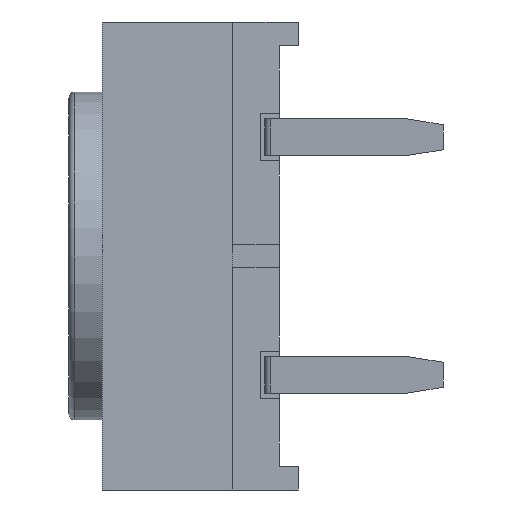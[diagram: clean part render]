
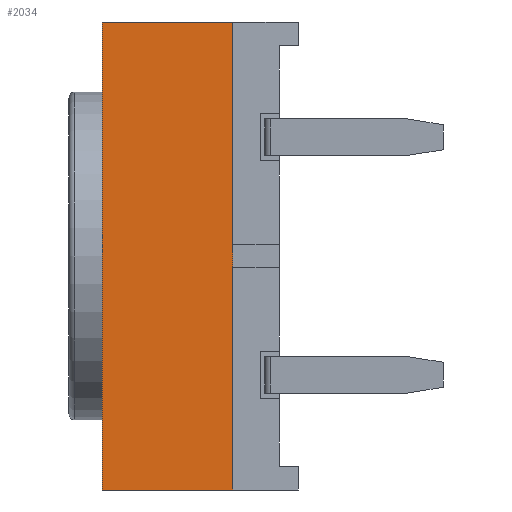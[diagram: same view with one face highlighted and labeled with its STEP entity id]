
A CAD part, left-side view. The second image highlights one B-rep face of the part: STEP entity #2034.
In plain terms, the highlighted planar face has unit normal (-1, 0, 0).
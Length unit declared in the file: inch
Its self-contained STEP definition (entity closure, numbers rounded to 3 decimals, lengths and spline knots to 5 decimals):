
#214=LINE('',#3147,#491);
#231=LINE('',#3181,#508);
#232=LINE('',#3183,#509);
#233=LINE('',#3185,#510);
#491=VECTOR('',#2591,39.37008);
#508=VECTOR('',#2610,39.37008);
#509=VECTOR('',#2611,39.37008);
#510=VECTOR('',#2612,39.37008);
#1028=ORIENTED_EDGE('',*,*,#1377,.T.);
#1029=ORIENTED_EDGE('',*,*,#1394,.F.);
#1030=ORIENTED_EDGE('',*,*,#1395,.F.);
#1031=ORIENTED_EDGE('',*,*,#1396,.T.);
#1377=EDGE_CURVE('',#1595,#1594,#214,.T.);
#1394=EDGE_CURVE('',#1611,#1594,#231,.T.);
#1395=EDGE_CURVE('',#1612,#1611,#232,.T.);
#1396=EDGE_CURVE('',#1612,#1595,#233,.T.);
#1594=VERTEX_POINT('',#3146);
#1595=VERTEX_POINT('',#3148);
#1611=VERTEX_POINT('',#3182);
#1612=VERTEX_POINT('',#3184);
#1728=EDGE_LOOP('',(#1028,#1029,#1030,#1031));
#1833=FACE_BOUND('',#1728,.T.);
#1933=PLANE('',#2195);
#2034=ADVANCED_FACE('',(#1833),#1933,.F.);
#2195=AXIS2_PLACEMENT_3D('',#3180,#2608,#2609);
#2591=DIRECTION('',(0.,0.,1.));
#2608=DIRECTION('',(1.,0.,0.));
#2609=DIRECTION('',(0.,0.,-1.));
#2610=DIRECTION('',(0.,-1.,0.));
#2611=DIRECTION('',(0.,0.,1.));
#2612=DIRECTION('',(0.,-1.,0.));
#3146=CARTESIAN_POINT('',(0.,0.,0.394));
#3147=CARTESIAN_POINT('',(0.,0.,0.));
#3148=CARTESIAN_POINT('',(0.,0.,0.));
#3180=CARTESIAN_POINT('',(0.,0.11,0.));
#3181=CARTESIAN_POINT('',(0.,0.11,0.394));
#3182=CARTESIAN_POINT('',(0.,0.11,0.394));
#3183=CARTESIAN_POINT('',(0.,0.11,0.));
#3184=CARTESIAN_POINT('',(0.,0.11,0.));
#3185=CARTESIAN_POINT('',(0.,0.11,0.));
